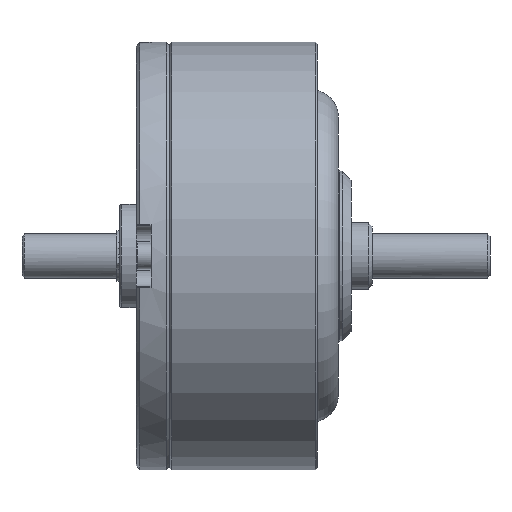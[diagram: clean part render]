
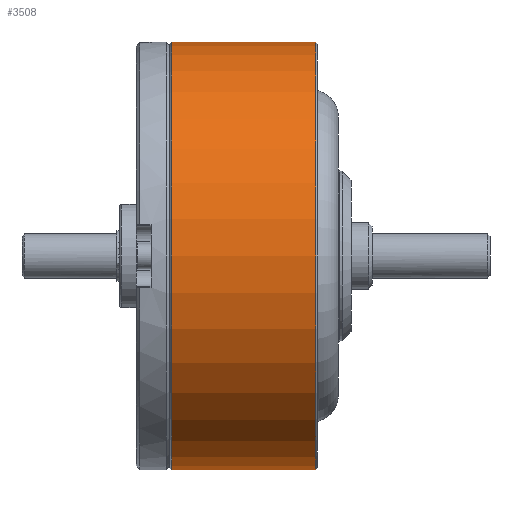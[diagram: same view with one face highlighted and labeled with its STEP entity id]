
A CAD part, front view. The second image highlights one B-rep face of the part: STEP entity #3508.
In plain terms, the highlighted cylindrical face has radius 46.025 mm (diameter 92.05 mm), a full revolution.
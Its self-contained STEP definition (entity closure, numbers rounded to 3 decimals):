
#145 = FACE_OUTER_BOUND ( 'NONE', #5207, .T. ) ;
#406 = CARTESIAN_POINT ( 'NONE',  ( 13.715, 45.932, 2.928 ) ) ;
#433 = CARTESIAN_POINT ( 'NONE',  ( 14.097, 45.93, -2.946 ) ) ;
#518 = FACE_BOUND ( 'NONE', #6750, .T. ) ;
#618 = CYLINDRICAL_SURFACE ( 'NONE', #3147, 46.025 ) ;
#741 = DIRECTION ( 'NONE',  ( -1., 0., 0. ) ) ;
#748 = CARTESIAN_POINT ( 'NONE',  ( 38.608, 0., 46.025 ) ) ;
#751 = DIRECTION ( 'NONE',  ( 0., 0., 1. ) ) ;
#752 = CARTESIAN_POINT ( 'NONE',  ( 7.62, 0., 0. ) ) ;
#934 = CIRCLE ( 'NONE', #3724, 46.025 ) ;
#1113 = CARTESIAN_POINT ( 'NONE',  ( 12.794, 45.949, 2.649 ) ) ;
#1239 = CIRCLE ( 'NONE', #6388, 46.025 ) ;
#1453 = FACE_OUTER_BOUND ( 'NONE', #7450, .T. ) ;
#1696 = CARTESIAN_POINT ( 'NONE',  ( 14.863, 45.936, 2.852 ) ) ;
#1858 = CARTESIAN_POINT ( 'NONE',  ( 16.894, 46.015, 0.947 ) ) ;
#1884 = VERTEX_POINT ( 'NONE', #5964 ) ;
#1885 = CARTESIAN_POINT ( 'NONE',  ( 16.441, 45.99, 1.796 ) ) ;
#1957 = CARTESIAN_POINT ( 'NONE',  ( 17.025, 46.024, -0.385 ) ) ;
#2109 = DIRECTION ( 'NONE',  ( 0., 0., 1. ) ) ;
#2572 = CARTESIAN_POINT ( 'NONE',  ( 14.486, 45.932, 2.927 ) ) ;
#2655 = VERTEX_POINT ( 'NONE', #433 ) ;
#2669 = CARTESIAN_POINT ( 'NONE',  ( 14.292, 45.93, -2.946 ) ) ;
#2855 = CARTESIAN_POINT ( 'NONE',  ( 16.949, 46.019, 0.764 ) ) ;
#2857 = CARTESIAN_POINT ( 'NONE',  ( 16.746, 46.007, 1.304 ) ) ;
#2867 = CARTESIAN_POINT ( 'NONE',  ( 16.319, 45.984, 1.945 ) ) ;
#2886 = CARTESIAN_POINT ( 'NONE',  ( 13.906, 45.93, 2.946 ) ) ;
#2897 = CARTESIAN_POINT ( 'NONE',  ( 15.047, 45.94, 2.796 ) ) ;
#3014 = CARTESIAN_POINT ( 'NONE',  ( 16.654, 46.001, -1.477 ) ) ;
#3023 = CARTESIAN_POINT ( 'NONE',  ( 16.745, 46.007, -1.306 ) ) ;
#3031 = CARTESIAN_POINT ( 'NONE',  ( 16.045, 45.971, -2.219 ) ) ;
#3065 = CARTESIAN_POINT ( 'NONE',  ( 13.335, 45.936, 2.853 ) ) ;
#3119 = CARTESIAN_POINT ( 'NONE',  ( 17.024, 46.024, 0.386 ) ) ;
#3136 = CARTESIAN_POINT ( 'NONE',  ( 17.043, 46.025, -0.194 ) ) ;
#3147 = AXIS2_PLACEMENT_3D ( 'NONE', #5001, #6311, #7507 ) ;
#3256 = CARTESIAN_POINT ( 'NONE',  ( 14.29, 45.93, 2.946 ) ) ;
#3276 = CARTESIAN_POINT ( 'NONE',  ( 14.86, 45.936, -2.852 ) ) ;
#3358 = CARTESIAN_POINT ( 'NONE',  ( 15.404, 45.949, 2.648 ) ) ;
#3446 = CARTESIAN_POINT ( 'NONE',  ( 14.483, 45.932, -2.927 ) ) ;
#3488 = ORIENTED_EDGE ( 'NONE', *, *, #6143, .T. ) ;
#3508 = ADVANCED_FACE ( 'NONE', ( #1453, #145, #518 ), #618, .T. ) ;
#3635 = EDGE_CURVE ( 'NONE', #1884, #1884, #1239, .T. ) ;
#3699 = CARTESIAN_POINT ( 'NONE',  ( 15.895, 45.965, 2.342 ) ) ;
#3724 = AXIS2_PLACEMENT_3D ( 'NONE', #6392, #4079, #2109 ) ;
#3858 = VERTEX_POINT ( 'NONE', #748 ) ;
#4079 = DIRECTION ( 'NONE',  ( -1., 0., 0. ) ) ;
#4657 = CARTESIAN_POINT ( 'NONE',  ( 17.044, 46.025, 0.191 ) ) ;
#4715 = CARTESIAN_POINT ( 'NONE',  ( 15.047, 45.94, -2.796 ) ) ;
#4919 = CARTESIAN_POINT ( 'NONE',  ( 16.316, 45.984, -1.947 ) ) ;
#4932 = CARTESIAN_POINT ( 'NONE',  ( 16.892, 46.015, -0.951 ) ) ;
#4939 = CARTESIAN_POINT ( 'NONE',  ( 16.438, 45.99, -1.799 ) ) ;
#4946 = CARTESIAN_POINT ( 'NONE',  ( 15.573, 45.954, -2.557 ) ) ;
#4952 = CARTESIAN_POINT ( 'NONE',  ( 16.949, 46.019, -0.765 ) ) ;
#5001 = CARTESIAN_POINT ( 'NONE',  ( -1.727, 0., 0. ) ) ;
#5096 = CARTESIAN_POINT ( 'NONE',  ( 16.044, 45.971, 2.22 ) ) ;
#5105 = CARTESIAN_POINT ( 'NONE',  ( 15.576, 45.954, 2.556 ) ) ;
#5207 = EDGE_LOOP ( 'NONE', ( #7404 ) ) ;
#5237 = CARTESIAN_POINT ( 'NONE',  ( 15.893, 45.965, -2.344 ) ) ;
#5400 = EDGE_CURVE ( 'NONE', #3858, #3858, #934, .T. ) ;
#5549 = CARTESIAN_POINT ( 'NONE',  ( 16.654, 46.001, 1.477 ) ) ;
#5569 = B_SPLINE_CURVE_WITH_KNOTS ( 'NONE', 3,
 ( #6398, #2669, #3446, #3276, #4715, #7471, #4946, #5237, #3031, #4919, #4939, #3014, #3023, #4932, #4952, #1957, #3136, #4657, #3119, #2855, #1858, #2857, #5549, #1885, #2867, #5096, #3699, #5105, #3358, #2897, #1696, #2572, #3256, #2886, #406, #3065, #7451, #1113, #7202, #5863, #7123, #7181, #7152, #7106, #7098, #7082, #7053, #7046, #7020, #7005, #6974, #6968, #6950, #6942, #6925, #6918, #6900, #6894, #6869, #6865, #6845, #6821, #6812, #6791 ),
 .UNSPECIFIED., .T., .F.,
 ( 4, 2, 2, 2, 2, 2, 2, 2, 2, 2, 2, 2, 2, 2, 2, 2, 2, 2, 2, 2, 2, 2, 2, 2, 2, 2, 2, 2, 2, 2, 2, 4 ),
 ( 0., 0.001, 0.001, 0.002, 0.002, 0.003, 0.003, 0.004, 0.005, 0.005, 0.006, 0.006, 0.007, 0.007, 0.008, 0.009, 0.009, 0.01, 0.01, 0.011, 0.012, 0.012, 0.013, 0.013, 0.014, 0.014, 0.015, 0.016, 0.016, 0.017, 0.017, 0.018 ),
 .UNSPECIFIED. ) ;
#5863 = CARTESIAN_POINT ( 'NONE',  ( 12.3, 45.965, 2.343 ) ) ;
#5964 = CARTESIAN_POINT ( 'NONE',  ( 7.62, 0., 46.025 ) ) ;
#6143 = EDGE_CURVE ( 'NONE', #2655, #2655, #5569, .T. ) ;
#6311 = DIRECTION ( 'NONE',  ( -1., 0., 0. ) ) ;
#6388 = AXIS2_PLACEMENT_3D ( 'NONE', #752, #741, #751 ) ;
#6392 = CARTESIAN_POINT ( 'NONE',  ( 38.608, 0., 0. ) ) ;
#6398 = CARTESIAN_POINT ( 'NONE',  ( 14.097, 45.93, -2.946 ) ) ;
#6750 = EDGE_LOOP ( 'NONE', ( #3488 ) ) ;
#6791 = CARTESIAN_POINT ( 'NONE',  ( 14.097, 45.93, -2.946 ) ) ;
#6812 = CARTESIAN_POINT ( 'NONE',  ( 13.708, 45.93, -2.946 ) ) ;
#6821 = CARTESIAN_POINT ( 'NONE',  ( 13.321, 45.936, -2.868 ) ) ;
#6845 = CARTESIAN_POINT ( 'NONE',  ( 12.789, 45.949, -2.647 ) ) ;
#6865 = CARTESIAN_POINT ( 'NONE',  ( 12.617, 45.954, -2.555 ) ) ;
#6869 = CARTESIAN_POINT ( 'NONE',  ( 12.296, 45.965, -2.34 ) ) ;
#6894 = CARTESIAN_POINT ( 'NONE',  ( 12.148, 45.972, -2.218 ) ) ;
#6900 = CARTESIAN_POINT ( 'NONE',  ( 11.876, 45.984, -1.946 ) ) ;
#6918 = CARTESIAN_POINT ( 'NONE',  ( 11.752, 45.99, -1.794 ) ) ;
#6925 = CARTESIAN_POINT ( 'NONE',  ( 11.538, 46.001, -1.474 ) ) ;
#6942 = CARTESIAN_POINT ( 'NONE',  ( 11.448, 46.007, -1.304 ) ) ;
#6950 = CARTESIAN_POINT ( 'NONE',  ( 11.3, 46.015, -0.947 ) ) ;
#6968 = CARTESIAN_POINT ( 'NONE',  ( 11.244, 46.019, -0.76 ) ) ;
#6974 = CARTESIAN_POINT ( 'NONE',  ( 11.169, 46.024, -0.384 ) ) ;
#7005 = CARTESIAN_POINT ( 'NONE',  ( 11.15, 46.025, -0.191 ) ) ;
#7020 = CARTESIAN_POINT ( 'NONE',  ( 11.151, 46.025, 0.197 ) ) ;
#7046 = CARTESIAN_POINT ( 'NONE',  ( 11.17, 46.024, 0.389 ) ) ;
#7053 = CARTESIAN_POINT ( 'NONE',  ( 11.245, 46.019, 0.765 ) ) ;
#7082 = CARTESIAN_POINT ( 'NONE',  ( 11.302, 46.015, 0.953 ) ) ;
#7098 = CARTESIAN_POINT ( 'NONE',  ( 11.45, 46.007, 1.309 ) ) ;
#7106 = CARTESIAN_POINT ( 'NONE',  ( 11.541, 46.001, 1.478 ) ) ;
#7123 = CARTESIAN_POINT ( 'NONE',  ( 12.152, 45.971, 2.221 ) ) ;
#7152 = CARTESIAN_POINT ( 'NONE',  ( 11.755, 45.99, 1.798 ) ) ;
#7181 = CARTESIAN_POINT ( 'NONE',  ( 11.88, 45.984, 1.95 ) ) ;
#7202 = CARTESIAN_POINT ( 'NONE',  ( 12.623, 45.954, 2.558 ) ) ;
#7380 = ORIENTED_EDGE ( 'NONE', *, *, #3635, .F. ) ;
#7404 = ORIENTED_EDGE ( 'NONE', *, *, #5400, .T. ) ;
#7450 = EDGE_LOOP ( 'NONE', ( #7380 ) ) ;
#7451 = CARTESIAN_POINT ( 'NONE',  ( 13.148, 45.94, 2.796 ) ) ;
#7471 = CARTESIAN_POINT ( 'NONE',  ( 15.404, 45.949, -2.648 ) ) ;
#7507 = DIRECTION ( 'NONE',  ( 0., 0., 1. ) ) ;
